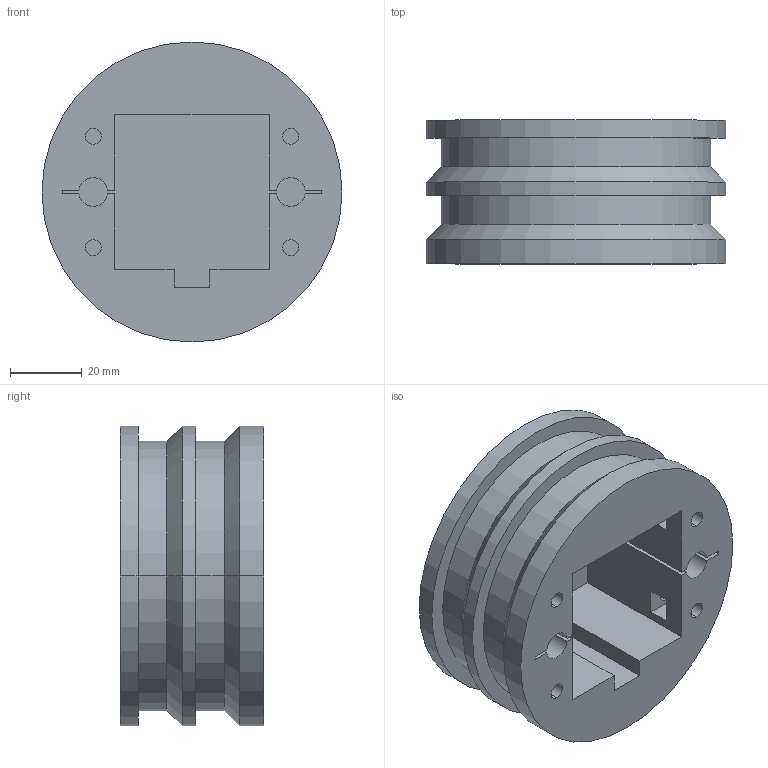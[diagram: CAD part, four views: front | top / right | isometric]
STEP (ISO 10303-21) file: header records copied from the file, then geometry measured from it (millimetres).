
FILE_DESCRIPTION (( 'STEP AP214' ), '1' );
FILE_NAME ('OA-Y50-P07-00.STEP', '2018-10-10T06:09:25', ( '' ), ( '' ), 'SwSTEP 2.0', 'SolidWorks 2014', '' );
FILE_SCHEMA (( 'AUTOMOTIVE_DESIGN' ));
Length unit declared in the file: millimetre
Products named in the file (1): OA-Y50-P07-00
Bounding box: 83.5 x 40 x 83.5 mm (x, y, z)
Volume: 120760.5 mm3; surface area: 34902.8 mm2
Topology: 1 solids, 1 shells, 95 faces, 230 edges, 144 vertices
Faces by surface type: plane 53, cylinder 30, cone 12
Entity records: 2734 total; most frequent: DIRECTION 474, CARTESIAN_POINT 462, ORIENTED_EDGE 444, EDGE_CURVE 222, LINE 162, VECTOR 162, AXIS2_PLACEMENT_3D 156, VERTEX_POINT 144
